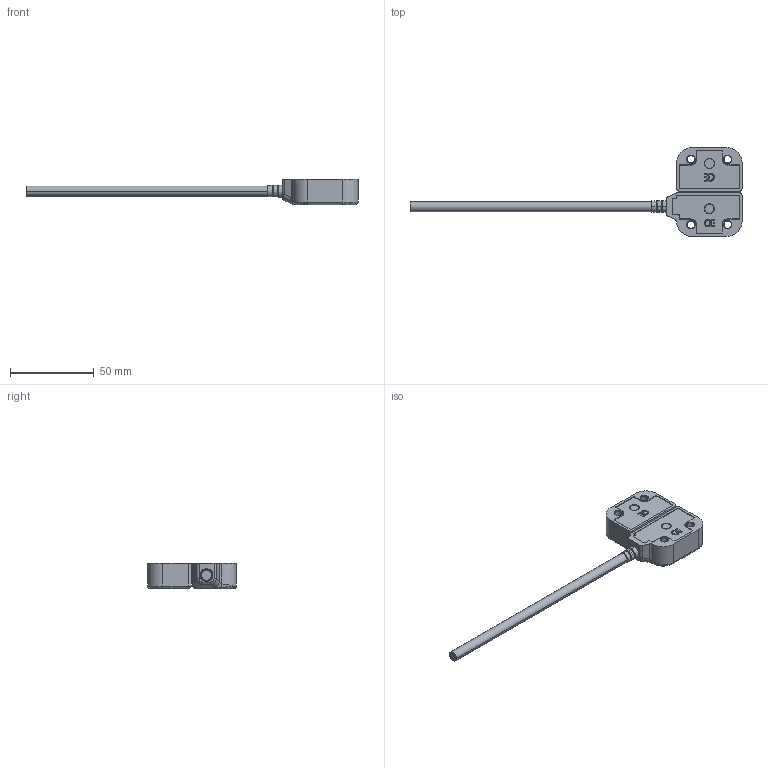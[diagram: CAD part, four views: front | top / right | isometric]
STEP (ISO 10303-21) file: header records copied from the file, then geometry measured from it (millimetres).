
FILE_DESCRIPTION (( 'STEP AP214' ), '1' );
FILE_NAME ('MMR-H-131014 .step', '2017-09-27T14:10:14', ( '' ), ( '' ), 'SwSTEP 2.0', 'SolidWorks 2017', '' );
FILE_SCHEMA (( 'AUTOMOTIVE_DESIGN' ));
Length unit declared in the file: inch
Products named in the file (3): MMR-H-131014_1; MMR-H-131014 ; MMR-H-131014_2
Assembly tree (2 placements, depth 2):
  MMR-H-131014 
    MMR-H-131014_1
    MMR-H-131014_2
Bounding box: 198.2 x 53 x 15 mm (x, y, z)
Volume: 20168 mm3; surface area: 19918.3 mm2
Topology: 8 solids, 8 shells, 590 faces, 1466 edges, 879 vertices
Faces by surface type: cylinder 226, plane 175, bspline 153, cone 36
Entity records: 20481 total; most frequent: CARTESIAN_POINT 7031, ORIENTED_EDGE 2868, DIRECTION 2685, EDGE_CURVE 1434, AXIS2_PLACEMENT_3D 988, VERTEX_POINT 879, LINE 709, VECTOR 709
